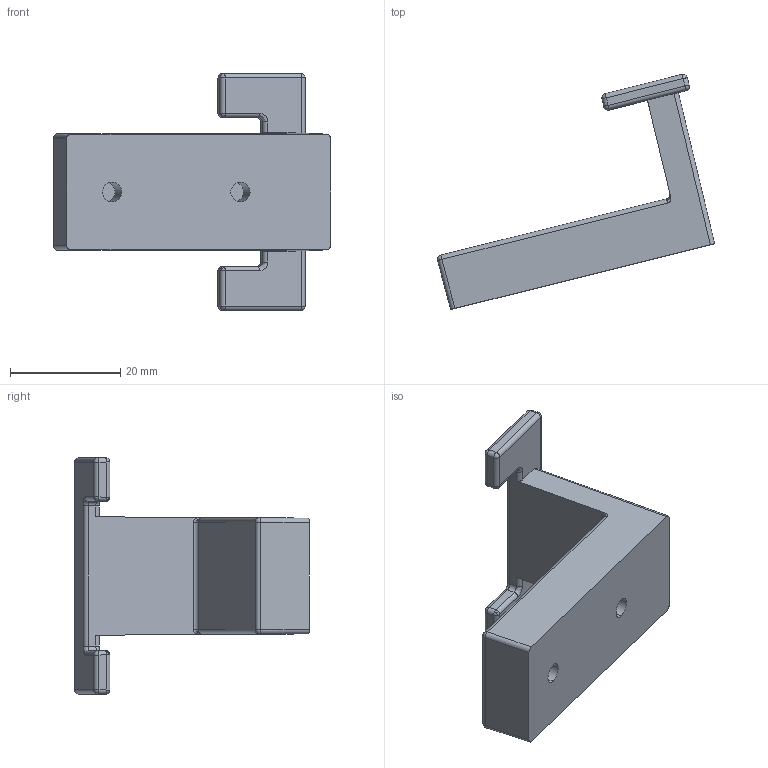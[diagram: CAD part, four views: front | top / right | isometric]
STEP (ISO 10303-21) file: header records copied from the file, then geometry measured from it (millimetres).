
FILE_DESCRIPTION(('Creo Elements/Direct Modeling STEP Export'),'2;1');
FILE_NAME('2435.stp','2019-02-13T12:58:46',(''),(''),'Creo Elements/Direct Modeling STEP processor for AP214 (Solid Model)','Creo Elements/Direct Modeling 20.0 12-Nov-2016 (C) Parametric Technology GmbH','');
FILE_SCHEMA(('AUTOMOTIVE_DESIGN { 1 0 10303 214 1 1 1 1 }'));
Length unit declared in the file: millimetre
Products named in the file (2): 2435
Assembly tree (1 placements, depth 2):
  2435
    2435
Bounding box: 50.29 x 42.64 x 42.97 mm (x, y, z)
Volume: 13922.7 mm3; surface area: 5528.3 mm2
Topology: 1 solids, 1 shells, 83 faces, 195 edges, 104 vertices
Faces by surface type: cylinder 37, plane 18, bspline 16, sphere 12
Entity records: 3216 total; most frequent: CARTESIAN_POINT 1518, ORIENTED_EDGE 366, DIRECTION 313, EDGE_CURVE 183, AXIS2_PLACEMENT_3D 117, VERTEX_POINT 104, EDGE_LOOP 85, FACE_OUTER_BOUND 83
